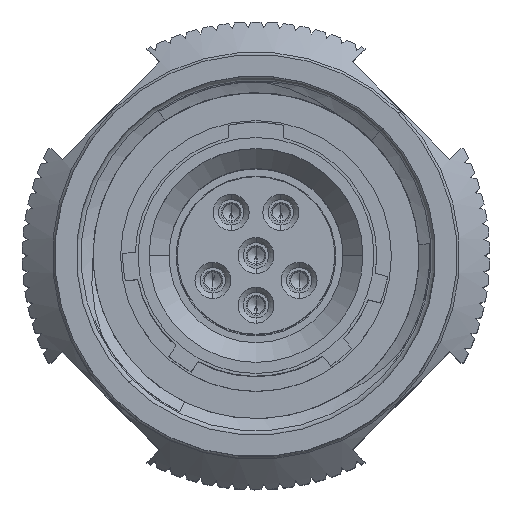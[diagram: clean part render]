
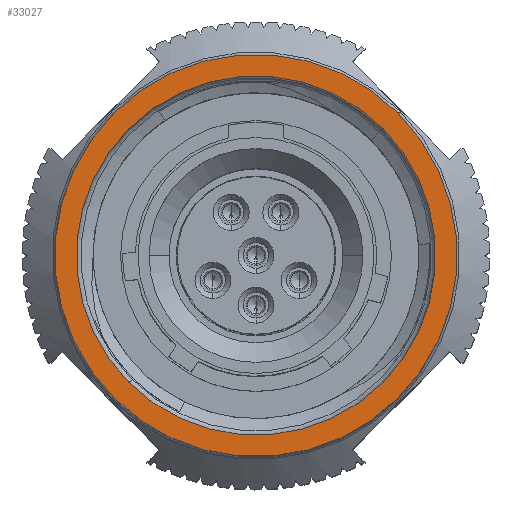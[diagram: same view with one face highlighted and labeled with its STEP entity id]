
A CAD part, top view. The second image highlights one B-rep face of the part: STEP entity #33027.
In plain terms, the highlighted planar face has unit normal (0, 0, 1).
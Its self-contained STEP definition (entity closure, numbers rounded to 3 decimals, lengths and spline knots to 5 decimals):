
#4076=CARTESIAN_POINT('',(0.,0.,0.53));
#4077=DIRECTION('',(0.,0.,1.));
#4078=DIRECTION('',(0.707,0.707,0.));
#4079=AXIS2_PLACEMENT_3D('',#4076,#4077,#4078);
#4081=CARTESIAN_POINT('',(0.,0.,0.53));
#4082=DIRECTION('',(0.,0.,-1.));
#4083=DIRECTION('',(0.707,0.707,0.));
#4084=AXIS2_PLACEMENT_3D('',#4081,#4082,#4083);
#4086=CARTESIAN_POINT('',(0.,0.,0.53));
#4087=DIRECTION('',(0.,0.,1.));
#4088=DIRECTION('',(0.707,0.707,0.));
#4089=AXIS2_PLACEMENT_3D('',#4086,#4087,#4088);
#4091=CARTESIAN_POINT('',(0.,0.,0.53));
#4092=DIRECTION('',(0.,0.,1.));
#4093=DIRECTION('',(-0.707,-0.707,0.));
#4094=AXIS2_PLACEMENT_3D('',#4091,#4092,#4093);
#26265=CARTESIAN_POINT('',(0.25739,0.25739,0.53));
#26267=VERTEX_POINT('',#26265);
#26269=CARTESIAN_POINT('',(-0.25739,-0.25739,0.53));
#26271=VERTEX_POINT('',#26269);
#26276=CARTESIAN_POINT('',(0.22981,0.22981,0.53));
#26277=CARTESIAN_POINT('',(-0.22981,-0.22981,0.53));
#26278=VERTEX_POINT('',#26276);
#26279=VERTEX_POINT('',#26277);
#33011=CARTESIAN_POINT('',(0.,0.,0.53));
#33012=DIRECTION('',(0.,0.,-1.));
#33013=DIRECTION('',(-0.707,-0.707,0.));
#33014=AXIS2_PLACEMENT_3D('',#33011,#33012,#33013);
#33015=PLANE('',#33014);
#33017=ORIENTED_EDGE('',*,*,#33016,.F.);
#33019=ORIENTED_EDGE('',*,*,#33018,.T.);
#33020=EDGE_LOOP('',(#33017,#33019));
#33021=FACE_OUTER_BOUND('',#33020,.F.);
#33022=ORIENTED_EDGE('',*,*,#33001,.T.);
#33024=ORIENTED_EDGE('',*,*,#33023,.T.);
#33025=EDGE_LOOP('',(#33022,#33024));
#33026=FACE_BOUND('',#33025,.F.);
#33027=ADVANCED_FACE('',(#33021,#33026),#33015,.F.);
#4080=CIRCLE('',#4079,0.364);
#4085=CIRCLE('',#4084,0.364);
#4090=CIRCLE('',#4089,0.325);
#4095=CIRCLE('',#4094,0.325);
#33001=EDGE_CURVE('',#26278,#26279,#4090,.T.);
#33016=EDGE_CURVE('',#26267,#26271,#4080,.T.);
#33018=EDGE_CURVE('',#26267,#26271,#4085,.T.);
#33023=EDGE_CURVE('',#26279,#26278,#4095,.T.);
